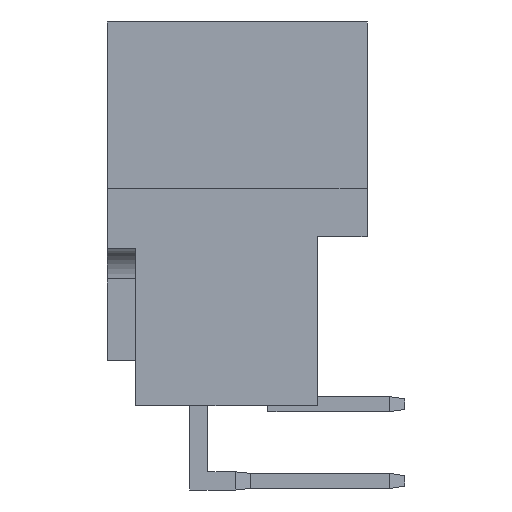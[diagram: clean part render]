
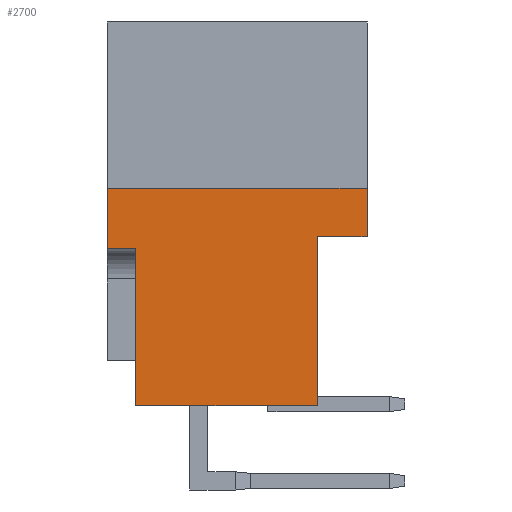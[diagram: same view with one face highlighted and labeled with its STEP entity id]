
A CAD part, left-side view. The second image highlights one B-rep face of the part: STEP entity #2700.
In plain terms, the highlighted planar face has unit normal (-1, 0, 0).
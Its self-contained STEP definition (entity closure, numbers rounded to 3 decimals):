
#1460=CARTESIAN_POINT('',(-58.37,8.6,6.1));
#1470=VERTEX_POINT('',#1460);
#1640=CARTESIAN_POINT('',(-58.37,0.,6.1));
#1650=VERTEX_POINT('',#1640);
#1680=CARTESIAN_POINT('',(-58.37,0.,6.1));
#1690=DIRECTION('',(0.,1.,0.));
#1700=VECTOR('',#1690,1.);
#1710=LINE('',#1680,#1700);
#1720=EDGE_CURVE('',#1650,#1470,#1710,.T.);
#2080=CARTESIAN_POINT('',(-58.37,8.6,-1.1));
#2090=DIRECTION('',(1.,0.,0.));
#2100=DIRECTION('',(0.,-1.,0.));
#2110=AXIS2_PLACEMENT_3D('',#2080,#2090,#2100);
#2120=PLANE('',#2110);
#2130=CARTESIAN_POINT('',(-58.37,0.,4.1));
#2140=DIRECTION('',(0.,-1.,0.));
#2150=VECTOR('',#2140,1.);
#2160=LINE('',#2130,#2150);
#2170=CARTESIAN_POINT('',(-58.37,8.6,4.1));
#2180=VERTEX_POINT('',#2170);
#2190=CARTESIAN_POINT('',(-58.37,7.65,4.1));
#2200=VERTEX_POINT('',#2190);
#2210=EDGE_CURVE('',#2180,#2200,#2160,.T.);
#2220=ORIENTED_EDGE('',*,*,#2210,.T.);
#2230=CARTESIAN_POINT('',(-58.37,8.6,-1.1));
#2240=DIRECTION('',(-0.,0.,1.));
#2250=VECTOR('',#2240,1.);
#2260=LINE('',#2230,#2250);
#2270=EDGE_CURVE('',#2180,#1470,#2260,.T.);
#2280=ORIENTED_EDGE('',*,*,#2270,.F.);
#2290=ORIENTED_EDGE('',*,*,#1720,.T.);
#2300=CARTESIAN_POINT('',(-58.37,0.,-1.1));
#2310=DIRECTION('',(-0.,0.,1.));
#2320=VECTOR('',#2310,1.);
#2330=LINE('',#2300,#2320);
#2340=CARTESIAN_POINT('',(-58.37,0.,4.5));
#2350=VERTEX_POINT('',#2340);
#2360=EDGE_CURVE('',#2350,#1650,#2330,.T.);
#2370=ORIENTED_EDGE('',*,*,#2360,.T.);
#2380=CARTESIAN_POINT('',(-58.37,0.,4.5));
#2390=DIRECTION('',(0.,-1.,0.));
#2400=VECTOR('',#2390,1.);
#2410=LINE('',#2380,#2400);
#2420=CARTESIAN_POINT('',(-58.37,1.65,4.5));
#2430=VERTEX_POINT('',#2420);
#2440=EDGE_CURVE('',#2430,#2350,#2410,.T.);
#2450=ORIENTED_EDGE('',*,*,#2440,.T.);
#2460=CARTESIAN_POINT('',(-58.37,1.65,-1.1));
#2470=DIRECTION('',(-0.,0.,1.));
#2480=VECTOR('',#2470,1.);
#2490=LINE('',#2460,#2480);
#2500=CARTESIAN_POINT('',(-58.37,1.65,-1.1));
#2510=VERTEX_POINT('',#2500);
#2520=EDGE_CURVE('',#2510,#2430,#2490,.T.);
#2530=ORIENTED_EDGE('',*,*,#2520,.T.);
#2540=CARTESIAN_POINT('',(-58.37,0.,-1.1));
#2550=DIRECTION('',(0.,1.,0.));
#2560=VECTOR('',#2550,1.);
#2570=LINE('',#2540,#2560);
#2580=CARTESIAN_POINT('',(-58.37,7.65,-1.1));
#2590=VERTEX_POINT('',#2580);
#2600=EDGE_CURVE('',#2510,#2590,#2570,.T.);
#2610=ORIENTED_EDGE('',*,*,#2600,.F.);
#2620=CARTESIAN_POINT('',(-58.37,7.65,-1.1));
#2630=DIRECTION('',(-0.,0.,1.));
#2640=VECTOR('',#2630,1.);
#2650=LINE('',#2620,#2640);
#2660=EDGE_CURVE('',#2590,#2200,#2650,.T.);
#2670=ORIENTED_EDGE('',*,*,#2660,.F.);
#2680=EDGE_LOOP('',(#2670,#2610,#2530,#2450,#2370,#2290,#2280,#2220));
#2690=FACE_OUTER_BOUND('',#2680,.T.);
#2700=ADVANCED_FACE('',(#2690),#2120,.F.);
